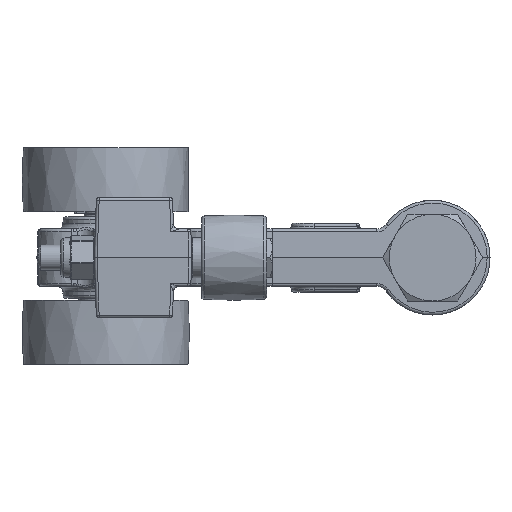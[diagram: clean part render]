
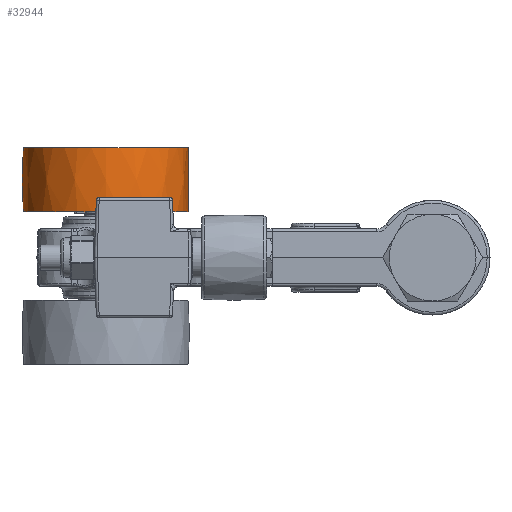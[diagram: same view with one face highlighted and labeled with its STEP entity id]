
A CAD part, left-side view. The second image highlights one B-rep face of the part: STEP entity #32944.
In plain terms, the highlighted free-form (B-spline) face has degree [2, 2] with [3, 9] control points.
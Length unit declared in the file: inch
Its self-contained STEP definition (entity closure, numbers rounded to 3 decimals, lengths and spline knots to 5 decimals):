
#32800=CARTESIAN_POINT('',(-0.698,0.89725,0.0));
#32801=VERTEX_POINT('',#32800);
#32802=CARTESIAN_POINT('',(-0.698,0.,0.0));
#32803=DIRECTION('',(1.0,0.0,0.0));
#32804=DIRECTION('',(0.0,1.0,0.0));
#32805=AXIS2_PLACEMENT_3D('',#32802,#32803,#32804);
#32806=CIRCLE('',#32805,0.89725);
#32807=EDGE_CURVE('',#32801,#32801,#32806,.T.);
#32868=CARTESIAN_POINT('',(0.,0.89725,0.0));
#32869=VERTEX_POINT('',#32868);
#32870=CARTESIAN_POINT('',(0.,0.,0.0));
#32871=DIRECTION('',(1.0,0.0,0.0));
#32872=DIRECTION('',(0.0,1.0,0.0));
#32873=AXIS2_PLACEMENT_3D('',#32870,#32871,#32872);
#32874=CIRCLE('',#32873,0.89725);
#32875=EDGE_CURVE('',#32869,#32869,#32874,.T.);
#32903=CARTESIAN_POINT('',(-0.698,0.,0.89725));
#32904=CARTESIAN_POINT('',(-0.349,0.,0.92781));
#32905=CARTESIAN_POINT('',(0.,0.,0.89725));
#32906=CARTESIAN_POINT('',(-0.698,0.89725,0.89725));
#32907=CARTESIAN_POINT('',(-0.349,0.92781,0.92781));
#32908=CARTESIAN_POINT('',(0.,0.89725,0.89725));
#32909=CARTESIAN_POINT('',(-0.698,0.89725,0.));
#32910=CARTESIAN_POINT('',(-0.349,0.92781,0.));
#32911=CARTESIAN_POINT('',(0.,0.89725,0.));
#32912=CARTESIAN_POINT('',(-0.698,0.89725,-0.89725));
#32913=CARTESIAN_POINT('',(-0.349,0.92781,-0.92781));
#32914=CARTESIAN_POINT('',(0.,0.89725,-0.89725));
#32915=CARTESIAN_POINT('',(-0.698,0.,-0.89725));
#32916=CARTESIAN_POINT('',(-0.349,0.,-0.92781));
#32917=CARTESIAN_POINT('',(0.,0.,-0.89725));
#32918=CARTESIAN_POINT('',(-0.698,-0.89725,-0.89725));
#32919=CARTESIAN_POINT('',(-0.349,-0.92781,-0.92781));
#32920=CARTESIAN_POINT('',(0.,-0.89725,-0.89725));
#32921=CARTESIAN_POINT('',(-0.698,-0.89725,0.));
#32922=CARTESIAN_POINT('',(-0.349,-0.92781,0.));
#32923=CARTESIAN_POINT('',(0.,-0.89725,0.));
#32924=CARTESIAN_POINT('',(-0.698,-0.89725,0.89725));
#32925=CARTESIAN_POINT('',(-0.349,-0.92781,0.92781));
#32926=CARTESIAN_POINT('',(0.,-0.89725,0.89725));
#32927=CARTESIAN_POINT('',(-0.698,0.,0.89725));
#32928=CARTESIAN_POINT('',(-0.349,0.,0.92781));
#32929=CARTESIAN_POINT('',(0.,0.,0.89725));
#32937=(BOUNDED_SURFACE()B_SPLINE_SURFACE(2,2,((#32903,#32906,#32909,#32912,#32915,#32918,#32921,#32924,#32927),(#32904,#32907,#32910,#32913,#32916,#32919,#32922,#32925,#32928),(#32905,#32908,#32911,#32914,#32917,#32920,#32923,#32926,#32929)),.UNSPECIFIED.,.F.,.T.,.U.)B_SPLINE_SURFACE_WITH_KNOTS((3,3),(3,2,2,2,3),(-0.08736,0.08736),(0.0,1.5708,3.14159,4.71239,6.28319),.UNSPECIFIED.)GEOMETRIC_REPRESENTATION_ITEM()RATIONAL_B_SPLINE_SURFACE(((1.0,0.707,1.0,0.707,1.0,0.707,1.0,0.707,1.0),(0.996,0.704,0.996,0.704,0.996,0.704,0.996,0.704,0.996),(1.0,0.707,1.0,0.707,1.0,0.707,1.0,0.707,1.0)))REPRESENTATION_ITEM('')SURFACE());
#32938=ORIENTED_EDGE('',*,*,#32875,.F.);
#32939=EDGE_LOOP('',(#32938));
#32940=FACE_OUTER_BOUND('',#32939,.T.);
#32941=ORIENTED_EDGE('',*,*,#32807,.T.);
#32942=EDGE_LOOP('',(#32941));
#32943=FACE_BOUND('',#32942,.T.);
#32944=ADVANCED_FACE('',(#32940,#32943),#32937,.T.);
